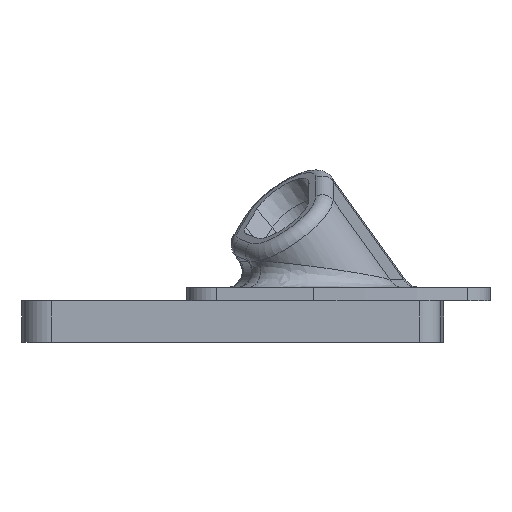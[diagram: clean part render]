
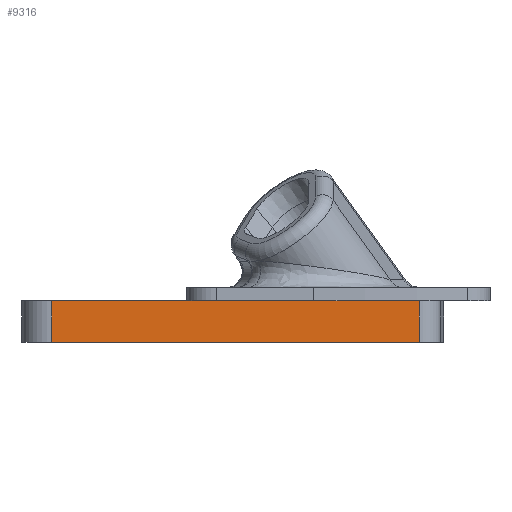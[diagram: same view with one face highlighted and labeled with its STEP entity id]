
A CAD part, left-side view. The second image highlights one B-rep face of the part: STEP entity #9316.
In plain terms, the highlighted planar face has unit normal (-1, 0, 0).
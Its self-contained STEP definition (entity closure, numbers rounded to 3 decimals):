
#4800 = PLANE('',#4801);
#4801 = AXIS2_PLACEMENT_3D('',#4802,#4803,#4804);
#4802 = CARTESIAN_POINT('',(0.,0.,-1.6));
#4803 = DIRECTION('',(0.,0.,1.));
#4804 = DIRECTION('',(1.,0.,0.));
#5263 = VERTEX_POINT('',#5264);
#5264 = CARTESIAN_POINT('',(-72.8,18.4,-1.6));
#5278 = PLANE('',#5279);
#5279 = AXIS2_PLACEMENT_3D('',#5280,#5281,#5282);
#5280 = CARTESIAN_POINT('',(0.,12.8,-1.6));
#5281 = DIRECTION('',(0.,0.,-1.));
#5282 = DIRECTION('',(-1.,0.,0.));
#7686 = EDGE_CURVE('',#5263,#7687,#7689,.T.);
#7687 = VERTEX_POINT('',#7688);
#7688 = CARTESIAN_POINT('',(-72.8,-9.8,-1.6));
#7689 = SURFACE_CURVE('',#7690,(#7694,#7701),.PCURVE_S1.);
#7690 = LINE('',#7691,#7692);
#7691 = CARTESIAN_POINT('',(-72.8,-4.9,-1.6));
#7692 = VECTOR('',#7693,1.);
#7693 = DIRECTION('',(0.,-1.,0.));
#7694 = PCURVE('',#4800,#7695);
#7695 = DEFINITIONAL_REPRESENTATION('',(#7696),#7700);
#7696 = LINE('',#7697,#7698);
#7697 = CARTESIAN_POINT('',(-72.8,-4.9));
#7698 = VECTOR('',#7699,1.);
#7699 = DIRECTION('',(0.,-1.));
#7700 = ( GEOMETRIC_REPRESENTATION_CONTEXT(2) 
PARAMETRIC_REPRESENTATION_CONTEXT() REPRESENTATION_CONTEXT('2D SPACE',''
  ) );
#7701 = PCURVE('',#7702,#7707);
#7702 = PLANE('',#7703);
#7703 = AXIS2_PLACEMENT_3D('',#7704,#7705,#7706);
#7704 = CARTESIAN_POINT('',(-72.8,-9.8,-1.6));
#7705 = DIRECTION('',(-1.,0.,0.));
#7706 = DIRECTION('',(0.,1.,0.));
#7707 = DEFINITIONAL_REPRESENTATION('',(#7708),#7712);
#7708 = LINE('',#7709,#7710);
#7709 = CARTESIAN_POINT('',(4.9,0.));
#7710 = VECTOR('',#7711,1.);
#7711 = DIRECTION('',(-1.,0.));
#7712 = ( GEOMETRIC_REPRESENTATION_CONTEXT(2) 
PARAMETRIC_REPRESENTATION_CONTEXT() REPRESENTATION_CONTEXT('2D SPACE',''
  ) );
#7731 = CYLINDRICAL_SURFACE('',#7732,2.6);
#7732 = AXIS2_PLACEMENT_3D('',#7733,#7734,#7735);
#7733 = CARTESIAN_POINT('',(-70.2,-9.8,-1.6));
#7734 = DIRECTION('',(0.,0.,-1.));
#7735 = DIRECTION('',(0.,-1.,0.));
#8257 = VERTEX_POINT('',#8258);
#8258 = CARTESIAN_POINT('',(-72.8,34.8,-1.6));
#8273 = CYLINDRICAL_SURFACE('',#8274,3.6);
#8274 = AXIS2_PLACEMENT_3D('',#8275,#8276,#8277);
#8275 = CARTESIAN_POINT('',(-69.2,34.8,-1.6));
#8276 = DIRECTION('',(0.,0.,-1.));
#8277 = DIRECTION('',(-1.,0.,0.));
#8285 = EDGE_CURVE('',#5263,#8257,#8286,.T.);
#8286 = SURFACE_CURVE('',#8287,(#8291,#8298),.PCURVE_S1.);
#8287 = LINE('',#8288,#8289);
#8288 = CARTESIAN_POINT('',(-72.8,-9.8,-1.6));
#8289 = VECTOR('',#8290,1.);
#8290 = DIRECTION('',(0.,1.,0.));
#8291 = PCURVE('',#5278,#8292);
#8292 = DEFINITIONAL_REPRESENTATION('',(#8293),#8297);
#8293 = LINE('',#8294,#8295);
#8294 = CARTESIAN_POINT('',(72.8,-22.6));
#8295 = VECTOR('',#8296,1.);
#8296 = DIRECTION('',(0.,1.));
#8297 = ( GEOMETRIC_REPRESENTATION_CONTEXT(2) 
PARAMETRIC_REPRESENTATION_CONTEXT() REPRESENTATION_CONTEXT('2D SPACE',''
  ) );
#8298 = PCURVE('',#7702,#8299);
#8299 = DEFINITIONAL_REPRESENTATION('',(#8300),#8304);
#8300 = LINE('',#8301,#8302);
#8301 = CARTESIAN_POINT('',(0.,0.));
#8302 = VECTOR('',#8303,1.);
#8303 = DIRECTION('',(1.,0.));
#8304 = ( GEOMETRIC_REPRESENTATION_CONTEXT(2) 
PARAMETRIC_REPRESENTATION_CONTEXT() REPRESENTATION_CONTEXT('2D SPACE',''
  ) );
#9316 = ADVANCED_FACE('',(#9317),#7702,.T.);
#9317 = FACE_BOUND('',#9318,.T.);
#9318 = EDGE_LOOP('',(#9319,#9320,#9321,#9344,#9372));
#9319 = ORIENTED_EDGE('',*,*,#7686,.F.);
#9320 = ORIENTED_EDGE('',*,*,#8285,.T.);
#9321 = ORIENTED_EDGE('',*,*,#9322,.T.);
#9322 = EDGE_CURVE('',#8257,#9323,#9325,.T.);
#9323 = VERTEX_POINT('',#9324);
#9324 = CARTESIAN_POINT('',(-72.8,34.8,-6.6));
#9325 = SURFACE_CURVE('',#9326,(#9330,#9337),.PCURVE_S1.);
#9326 = LINE('',#9327,#9328);
#9327 = CARTESIAN_POINT('',(-72.8,34.8,-1.6));
#9328 = VECTOR('',#9329,1.);
#9329 = DIRECTION('',(0.,0.,-1.));
#9330 = PCURVE('',#7702,#9331);
#9331 = DEFINITIONAL_REPRESENTATION('',(#9332),#9336);
#9332 = LINE('',#9333,#9334);
#9333 = CARTESIAN_POINT('',(44.6,0.));
#9334 = VECTOR('',#9335,1.);
#9335 = DIRECTION('',(0.,1.));
#9336 = ( GEOMETRIC_REPRESENTATION_CONTEXT(2) 
PARAMETRIC_REPRESENTATION_CONTEXT() REPRESENTATION_CONTEXT('2D SPACE',''
  ) );
#9337 = PCURVE('',#8273,#9338);
#9338 = DEFINITIONAL_REPRESENTATION('',(#9339),#9343);
#9339 = LINE('',#9340,#9341);
#9340 = CARTESIAN_POINT('',(0.,0.));
#9341 = VECTOR('',#9342,1.);
#9342 = DIRECTION('',(0.,1.));
#9343 = ( GEOMETRIC_REPRESENTATION_CONTEXT(2) 
PARAMETRIC_REPRESENTATION_CONTEXT() REPRESENTATION_CONTEXT('2D SPACE',''
  ) );
#9344 = ORIENTED_EDGE('',*,*,#9345,.F.);
#9345 = EDGE_CURVE('',#9346,#9323,#9348,.T.);
#9346 = VERTEX_POINT('',#9347);
#9347 = CARTESIAN_POINT('',(-72.8,-9.8,-6.6));
#9348 = SURFACE_CURVE('',#9349,(#9353,#9360),.PCURVE_S1.);
#9349 = LINE('',#9350,#9351);
#9350 = CARTESIAN_POINT('',(-72.8,-9.8,-6.6));
#9351 = VECTOR('',#9352,1.);
#9352 = DIRECTION('',(0.,1.,0.));
#9353 = PCURVE('',#7702,#9354);
#9354 = DEFINITIONAL_REPRESENTATION('',(#9355),#9359);
#9355 = LINE('',#9356,#9357);
#9356 = CARTESIAN_POINT('',(0.,5.));
#9357 = VECTOR('',#9358,1.);
#9358 = DIRECTION('',(1.,0.));
#9359 = ( GEOMETRIC_REPRESENTATION_CONTEXT(2) 
PARAMETRIC_REPRESENTATION_CONTEXT() REPRESENTATION_CONTEXT('2D SPACE',''
  ) );
#9360 = PCURVE('',#9361,#9366);
#9361 = PLANE('',#9362);
#9362 = AXIS2_PLACEMENT_3D('',#9363,#9364,#9365);
#9363 = CARTESIAN_POINT('',(0.,12.8,-6.6));
#9364 = DIRECTION('',(0.,0.,-1.));
#9365 = DIRECTION('',(-1.,0.,0.));
#9366 = DEFINITIONAL_REPRESENTATION('',(#9367),#9371);
#9367 = LINE('',#9368,#9369);
#9368 = CARTESIAN_POINT('',(72.8,-22.6));
#9369 = VECTOR('',#9370,1.);
#9370 = DIRECTION('',(0.,1.));
#9371 = ( GEOMETRIC_REPRESENTATION_CONTEXT(2) 
PARAMETRIC_REPRESENTATION_CONTEXT() REPRESENTATION_CONTEXT('2D SPACE',''
  ) );
#9372 = ORIENTED_EDGE('',*,*,#9373,.F.);
#9373 = EDGE_CURVE('',#7687,#9346,#9374,.T.);
#9374 = SURFACE_CURVE('',#9375,(#9379,#9386),.PCURVE_S1.);
#9375 = LINE('',#9376,#9377);
#9376 = CARTESIAN_POINT('',(-72.8,-9.8,-1.6));
#9377 = VECTOR('',#9378,1.);
#9378 = DIRECTION('',(0.,0.,-1.));
#9379 = PCURVE('',#7702,#9380);
#9380 = DEFINITIONAL_REPRESENTATION('',(#9381),#9385);
#9381 = LINE('',#9382,#9383);
#9382 = CARTESIAN_POINT('',(0.,0.));
#9383 = VECTOR('',#9384,1.);
#9384 = DIRECTION('',(0.,1.));
#9385 = ( GEOMETRIC_REPRESENTATION_CONTEXT(2) 
PARAMETRIC_REPRESENTATION_CONTEXT() REPRESENTATION_CONTEXT('2D SPACE',''
  ) );
#9386 = PCURVE('',#7731,#9387);
#9387 = DEFINITIONAL_REPRESENTATION('',(#9388),#9392);
#9388 = LINE('',#9389,#9390);
#9389 = CARTESIAN_POINT('',(1.571,0.));
#9390 = VECTOR('',#9391,1.);
#9391 = DIRECTION('',(0.,1.));
#9392 = ( GEOMETRIC_REPRESENTATION_CONTEXT(2) 
PARAMETRIC_REPRESENTATION_CONTEXT() REPRESENTATION_CONTEXT('2D SPACE',''
  ) );
